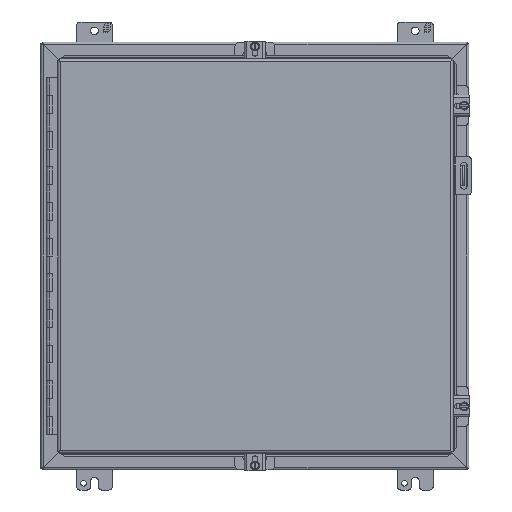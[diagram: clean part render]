
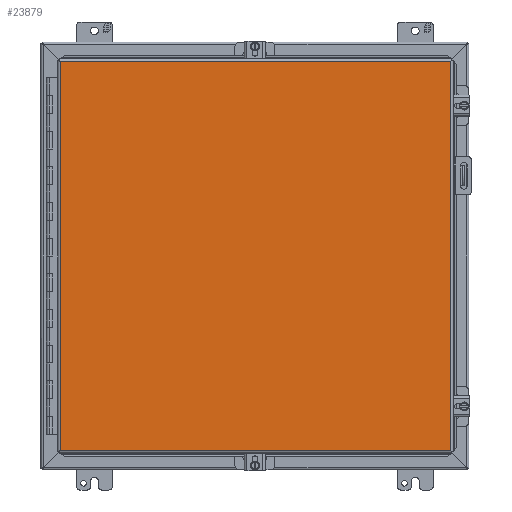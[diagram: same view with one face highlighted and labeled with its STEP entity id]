
A CAD part, front view. The second image highlights one B-rep face of the part: STEP entity #23879.
In plain terms, the highlighted planar face has unit normal (0, -1, 0).
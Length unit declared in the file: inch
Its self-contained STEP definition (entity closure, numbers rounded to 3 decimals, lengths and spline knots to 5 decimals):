
#463 = CARTESIAN_POINT ( 'NONE',  ( -10.912, -9.222, 10.9125 ) ) ;
#990 = VECTOR ( 'NONE', #25749, 39.37008 ) ;
#2305 = DIRECTION ( 'NONE',  ( 0., 0., -1. ) ) ;
#6319 = ORIENTED_EDGE ( 'NONE', *, *, #45772, .F. ) ;
#7114 = VERTEX_POINT ( 'NONE', #14779 ) ;
#9517 = VECTOR ( 'NONE', #40400, 39.37008 ) ;
#12041 = VERTEX_POINT ( 'NONE', #31487 ) ;
#12253 = CARTESIAN_POINT ( 'NONE',  ( -10.912, -9.222, -11.0625 ) ) ;
#12718 = EDGE_LOOP ( 'NONE', ( #6319, #42233, #30093, #12824 ) ) ;
#12824 = ORIENTED_EDGE ( 'NONE', *, *, #44105, .F. ) ;
#13119 = CARTESIAN_POINT ( 'NONE',  ( 11.126, -9.222, 10.9125 ) ) ;
#14098 = DIRECTION ( 'NONE',  ( -1., 0., 0. ) ) ;
#14779 = CARTESIAN_POINT ( 'NONE',  ( 10.976, -9.222, -10.9125 ) ) ;
#14857 = EDGE_CURVE ( 'NONE', #19558, #39464, #47608, .T. ) ;
#17454 = CARTESIAN_POINT ( 'NONE',  ( 11.126, -9.222, -10.9125 ) ) ;
#17981 = CARTESIAN_POINT ( 'NONE',  ( 11.126, -9.222, -11.0625 ) ) ;
#18247 = FACE_OUTER_BOUND ( 'NONE', #12718, .T. ) ;
#19558 = VERTEX_POINT ( 'NONE', #48110 ) ;
#22356 = LINE ( 'NONE', #17454, #990 ) ;
#23879 = ADVANCED_FACE ( 'NONE', ( #18247 ), #33075, .F. ) ;
#25749 = DIRECTION ( 'NONE',  ( -1., 0., 0. ) ) ;
#26254 = AXIS2_PLACEMENT_3D ( 'NONE', #17981, #33334, #14098 ) ;
#30093 = ORIENTED_EDGE ( 'NONE', *, *, #14857, .F. ) ;
#30511 = VECTOR ( 'NONE', #43701, 39.37008 ) ;
#30630 = CARTESIAN_POINT ( 'NONE',  ( 10.976, -9.222, -11.0625 ) ) ;
#31057 = VECTOR ( 'NONE', #2305, 39.37008 ) ;
#31487 = CARTESIAN_POINT ( 'NONE',  ( 10.976, -9.222, 10.9125 ) ) ;
#31728 = EDGE_CURVE ( 'NONE', #39464, #12041, #44056, .T. ) ;
#33075 = PLANE ( 'NONE',  #26254 ) ;
#33334 = DIRECTION ( 'NONE',  ( 0., 1., 0. ) ) ;
#39464 = VERTEX_POINT ( 'NONE', #463 ) ;
#40400 = DIRECTION ( 'NONE',  ( 1., 0., 0. ) ) ;
#42233 = ORIENTED_EDGE ( 'NONE', *, *, #31728, .F. ) ;
#43701 = DIRECTION ( 'NONE',  ( 0., 0., 1. ) ) ;
#44056 = LINE ( 'NONE', #13119, #9517 ) ;
#44105 = EDGE_CURVE ( 'NONE', #7114, #19558, #22356, .T. ) ;
#45772 = EDGE_CURVE ( 'NONE', #12041, #7114, #49888, .T. ) ;
#47608 = LINE ( 'NONE', #12253, #30511 ) ;
#48110 = CARTESIAN_POINT ( 'NONE',  ( -10.912, -9.222, -10.9125 ) ) ;
#49888 = LINE ( 'NONE', #30630, #31057 ) ;
